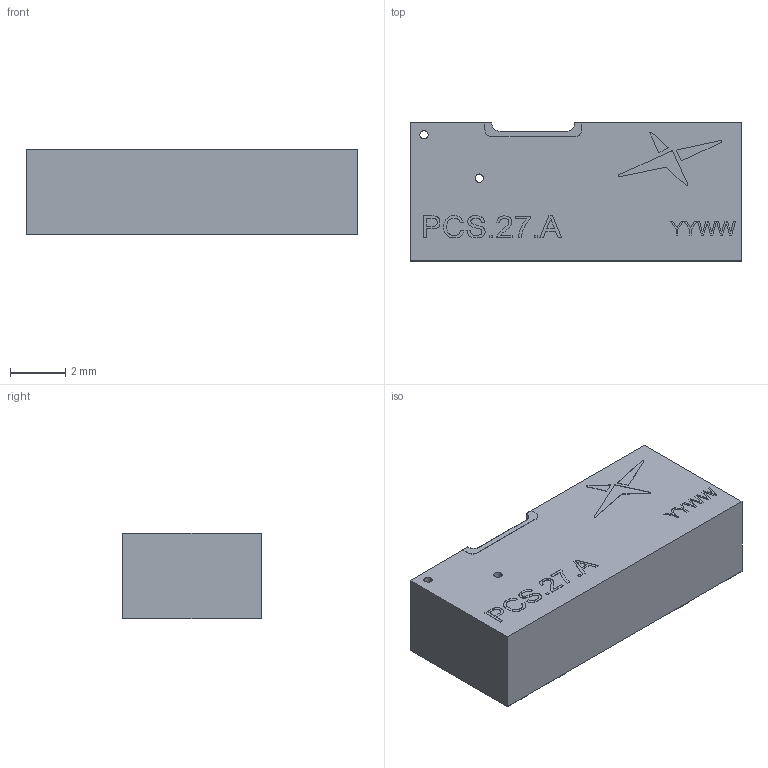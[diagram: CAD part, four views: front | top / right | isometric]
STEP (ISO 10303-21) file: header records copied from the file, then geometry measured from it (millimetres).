
FILE_DESCRIPTION (( 'STEP AP214' ), '1' );
FILE_NAME ('TG230197_PCS.27.A_ Antenna_D01-01.STEP', '2024-02-29T09:14:28', ( '' ), ( '' ), 'SwSTEP 2.0', 'SolidWorks 2022', '' );
FILE_SCHEMA (( 'AUTOMOTIVE_DESIGN' ));
Length unit declared in the file: millimetre
Products named in the file (1): TG230197_PCS.27.A_ Antenna_D01-01
Bounding box: 12 x 5 x 3.11 mm (x, y, z)
Volume: 182.5 mm3; surface area: 266.2 mm2
Topology: 22 solids, 22 shells, 284 faces, 720 edges, 480 vertices
Faces by surface type: plane 183, bspline 58, cylinder 43
Entity records: 13941 total; most frequent: CARTESIAN_POINT 4216, ORIENTED_EDGE 1440, DIRECTION 1137, EDGE_CURVE 720, VECTOR 511, LINE 511, VERTEX_POINT 480, AXIS2_PLACEMENT_3D 313
